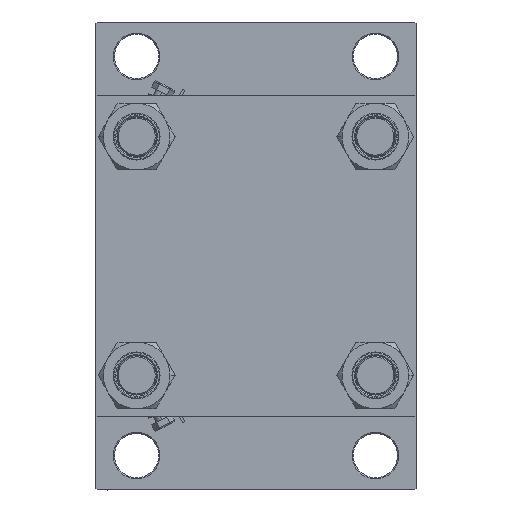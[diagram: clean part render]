
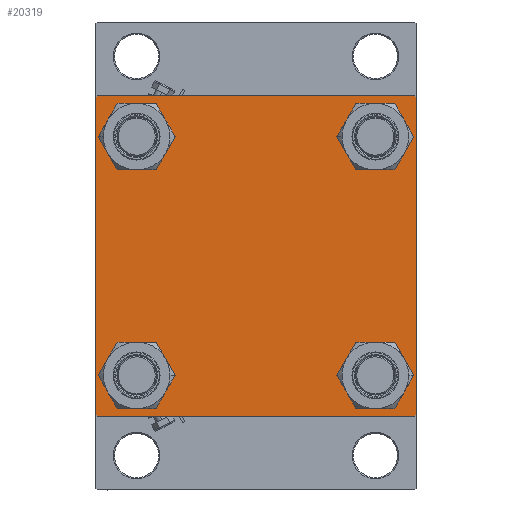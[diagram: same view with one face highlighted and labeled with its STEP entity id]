
A CAD part, left-side view. The second image highlights one B-rep face of the part: STEP entity #20319.
In plain terms, the highlighted planar face has unit normal (-1, 0, 0).
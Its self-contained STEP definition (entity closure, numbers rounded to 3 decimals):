
#142 = ORIENTED_EDGE ( 'NONE', *, *, #31184, .F. ) ;
#301 = CARTESIAN_POINT ( 'NONE',  ( 0., -48.45, -48.45 ) ) ;
#441 = CARTESIAN_POINT ( 'NONE',  ( 0., -65., 65. ) ) ;
#497 = VERTEX_POINT ( 'NONE', #42364 ) ;
#1182 = CARTESIAN_POINT ( 'NONE',  ( 0., 64.5, -65. ) ) ;
#1934 = PLANE ( 'NONE',  #40129 ) ;
#1975 = VERTEX_POINT ( 'NONE', #35705 ) ;
#2435 = DIRECTION ( 'NONE',  ( 1., 0., 0. ) ) ;
#3212 = CIRCLE ( 'NONE', #25281, 8.5 ) ;
#3483 = CIRCLE ( 'NONE', #31081, 8.5 ) ;
#3897 = DIRECTION ( 'NONE',  ( 1., 0., 0. ) ) ;
#4314 = DIRECTION ( 'NONE',  ( 0., 0., 1. ) ) ;
#4885 = EDGE_LOOP ( 'NONE', ( #40992, #17202 ) ) ;
#5569 = LINE ( 'NONE', #24085, #8188 ) ;
#5665 = DIRECTION ( 'NONE',  ( 1., 0., 0. ) ) ;
#5923 = ORIENTED_EDGE ( 'NONE', *, *, #9832, .T. ) ;
#7418 = CARTESIAN_POINT ( 'NONE',  ( 0., 48.45, 48.45 ) ) ;
#7499 = VECTOR ( 'NONE', #34608, 1000. ) ;
#7708 = VECTOR ( 'NONE', #39239, 1000. ) ;
#8188 = VECTOR ( 'NONE', #13217, 1000. ) ;
#8663 = EDGE_CURVE ( 'NONE', #43626, #497, #5569, .T. ) ;
#8750 = LINE ( 'NONE', #12940, #17967 ) ;
#8809 = CARTESIAN_POINT ( 'NONE',  ( 0., 64.5, 65. ) ) ;
#9113 = LINE ( 'NONE', #32323, #7708 ) ;
#9240 = VERTEX_POINT ( 'NONE', #19543 ) ;
#9286 = CARTESIAN_POINT ( 'NONE',  ( 0., -48.45, -48.45 ) ) ;
#9629 = ORIENTED_EDGE ( 'NONE', *, *, #39781, .T. ) ;
#9832 = EDGE_CURVE ( 'NONE', #28392, #43626, #42638, .T. ) ;
#10075 = DIRECTION ( 'NONE',  ( 0., 0., 1. ) ) ;
#10885 = DIRECTION ( 'NONE',  ( 0., 0., 1. ) ) ;
#10927 = ORIENTED_EDGE ( 'NONE', *, *, #33125, .T. ) ;
#11032 = VERTEX_POINT ( 'NONE', #27509 ) ;
#11131 = DIRECTION ( 'NONE',  ( 1., 0., 0. ) ) ;
#11666 = FACE_BOUND ( 'NONE', #47141, .T. ) ;
#11680 = EDGE_CURVE ( 'NONE', #21651, #24811, #16961, .T. ) ;
#11822 = CARTESIAN_POINT ( 'NONE',  ( 0., 48.45, 39.95 ) ) ;
#12093 = CARTESIAN_POINT ( 'NONE',  ( 0., -48.45, 39.95 ) ) ;
#12206 = CARTESIAN_POINT ( 'NONE',  ( 0., -48.45, 48.45 ) ) ;
#12220 = DIRECTION ( 'NONE',  ( 0., -0.707, -0.707 ) ) ;
#12940 = CARTESIAN_POINT ( 'NONE',  ( 0., 64.75, -64.75 ) ) ;
#13217 = DIRECTION ( 'NONE',  ( 0., 0., -1. ) ) ;
#14780 = CIRCLE ( 'NONE', #48676, 8.5 ) ;
#15052 = VECTOR ( 'NONE', #22243, 1000. ) ;
#15278 = ORIENTED_EDGE ( 'NONE', *, *, #27871, .T. ) ;
#15489 = DIRECTION ( 'NONE',  ( 0., 0., -1. ) ) ;
#15594 = DIRECTION ( 'NONE',  ( 1., 0., 0. ) ) ;
#16108 = VECTOR ( 'NONE', #17111, 1000. ) ;
#16961 = CIRCLE ( 'NONE', #23287, 8.5 ) ;
#17111 = DIRECTION ( 'NONE',  ( 0., -0.707, 0.707 ) ) ;
#17181 = CIRCLE ( 'NONE', #43983, 8.5 ) ;
#17202 = ORIENTED_EDGE ( 'NONE', *, *, #26697, .T. ) ;
#17741 = VECTOR ( 'NONE', #35443, 1000. ) ;
#17967 = VECTOR ( 'NONE', #12220, 1000. ) ;
#18468 = CARTESIAN_POINT ( 'NONE',  ( 0., 48.45, -48.45 ) ) ;
#18895 = DIRECTION ( 'NONE',  ( 1., 0., 0. ) ) ;
#19239 = VERTEX_POINT ( 'NONE', #39764 ) ;
#19543 = CARTESIAN_POINT ( 'NONE',  ( 0., -48.45, 56.95 ) ) ;
#19812 = CARTESIAN_POINT ( 'NONE',  ( 0., 65., -65. ) ) ;
#19822 = EDGE_CURVE ( 'NONE', #28316, #44258, #14780, .T. ) ;
#19986 = FACE_BOUND ( 'NONE', #43636, .T. ) ;
#20319 = ADVANCED_FACE ( 'NONE', ( #43190, #41804, #11666, #19986, #31817 ), #1934, .T. ) ;
#20753 = ORIENTED_EDGE ( 'NONE', *, *, #45463, .F. ) ;
#21367 = CARTESIAN_POINT ( 'NONE',  ( 0., 48.45, -48.45 ) ) ;
#21626 = CARTESIAN_POINT ( 'NONE',  ( 0., -64.5, 65. ) ) ;
#21651 = VERTEX_POINT ( 'NONE', #11822 ) ;
#21978 = ORIENTED_EDGE ( 'NONE', *, *, #34535, .T. ) ;
#22243 = DIRECTION ( 'NONE',  ( 0., 0.707, 0.707 ) ) ;
#22671 = CARTESIAN_POINT ( 'NONE',  ( 0., 48.45, -39.95 ) ) ;
#23037 = AXIS2_PLACEMENT_3D ( 'NONE', #9286, #42878, #35205 ) ;
#23287 = AXIS2_PLACEMENT_3D ( 'NONE', #39240, #5665, #25159 ) ;
#24085 = CARTESIAN_POINT ( 'NONE',  ( 0., 65., 65. ) ) ;
#24811 = VERTEX_POINT ( 'NONE', #39987 ) ;
#25031 = VERTEX_POINT ( 'NONE', #27825 ) ;
#25159 = DIRECTION ( 'NONE',  ( 0., 0., 1. ) ) ;
#25281 = AXIS2_PLACEMENT_3D ( 'NONE', #301, #15594, #46213 ) ;
#25634 = CARTESIAN_POINT ( 'NONE',  ( 0., -48.45, 48.45 ) ) ;
#26374 = EDGE_LOOP ( 'NONE', ( #42664, #21978 ) ) ;
#26449 = EDGE_CURVE ( 'NONE', #44258, #28316, #29222, .T. ) ;
#26450 = VERTEX_POINT ( 'NONE', #43103 ) ;
#26697 = EDGE_CURVE ( 'NONE', #1975, #25031, #3212, .T. ) ;
#27004 = VECTOR ( 'NONE', #15489, 1000. ) ;
#27024 = CARTESIAN_POINT ( 'NONE',  ( 0., 65., 64.5 ) ) ;
#27258 = LINE ( 'NONE', #29995, #16108 ) ;
#27509 = CARTESIAN_POINT ( 'NONE',  ( 0., -64.5, -65. ) ) ;
#27825 = CARTESIAN_POINT ( 'NONE',  ( 0., -48.45, -39.95 ) ) ;
#27871 = EDGE_CURVE ( 'NONE', #19239, #33009, #36792, .T. ) ;
#28316 = VERTEX_POINT ( 'NONE', #30561 ) ;
#28392 = VERTEX_POINT ( 'NONE', #8809 ) ;
#29222 = CIRCLE ( 'NONE', #41083, 8.5 ) ;
#29458 = EDGE_CURVE ( 'NONE', #9240, #42783, #45878, .T. ) ;
#29814 = DIRECTION ( 'NONE',  ( 0., 0., 1. ) ) ;
#29995 = CARTESIAN_POINT ( 'NONE',  ( 0., -64.75, -64.75 ) ) ;
#30187 = EDGE_CURVE ( 'NONE', #25031, #1975, #45912, .T. ) ;
#30435 = LINE ( 'NONE', #19812, #7499 ) ;
#30561 = CARTESIAN_POINT ( 'NONE',  ( 0., 48.45, -56.95 ) ) ;
#31081 = AXIS2_PLACEMENT_3D ( 'NONE', #25634, #2435, #10075 ) ;
#31128 = EDGE_LOOP ( 'NONE', ( #43224, #32828, #9629, #10927, #142, #15278, #20753, #5923 ) ) ;
#31184 = EDGE_CURVE ( 'NONE', #19239, #26450, #44901, .T. ) ;
#31510 = CARTESIAN_POINT ( 'NONE',  ( 0., 64.75, 64.75 ) ) ;
#31817 = FACE_OUTER_BOUND ( 'NONE', #31128, .T. ) ;
#31821 = ORIENTED_EDGE ( 'NONE', *, *, #46134, .T. ) ;
#32323 = CARTESIAN_POINT ( 'NONE',  ( 0., 65., 65. ) ) ;
#32695 = DIRECTION ( 'NONE',  ( 0., 0., 1. ) ) ;
#32828 = ORIENTED_EDGE ( 'NONE', *, *, #46182, .T. ) ;
#33009 = VERTEX_POINT ( 'NONE', #21626 ) ;
#33125 = EDGE_CURVE ( 'NONE', #11032, #26450, #27258, .T. ) ;
#33522 = ORIENTED_EDGE ( 'NONE', *, *, #11680, .T. ) ;
#34535 = EDGE_CURVE ( 'NONE', #42783, #9240, #3483, .T. ) ;
#34581 = ORIENTED_EDGE ( 'NONE', *, *, #26449, .T. ) ;
#34608 = DIRECTION ( 'NONE',  ( 0., -1., 0. ) ) ;
#35205 = DIRECTION ( 'NONE',  ( 0., 0., 1. ) ) ;
#35443 = DIRECTION ( 'NONE',  ( 0., 0.707, -0.707 ) ) ;
#35705 = CARTESIAN_POINT ( 'NONE',  ( 0., -48.45, -56.95 ) ) ;
#35744 = CARTESIAN_POINT ( 'NONE',  ( 0., 0., 0. ) ) ;
#36792 = LINE ( 'NONE', #48394, #15052 ) ;
#39239 = DIRECTION ( 'NONE',  ( 0., -1., 0. ) ) ;
#39240 = CARTESIAN_POINT ( 'NONE',  ( 0., 48.45, 48.45 ) ) ;
#39476 = DIRECTION ( 'NONE',  ( 0., 0., 1. ) ) ;
#39629 = DIRECTION ( 'NONE',  ( 1., 0., 0. ) ) ;
#39764 = CARTESIAN_POINT ( 'NONE',  ( 0., -65., 64.5 ) ) ;
#39781 = EDGE_CURVE ( 'NONE', #48734, #11032, #30435, .T. ) ;
#39987 = CARTESIAN_POINT ( 'NONE',  ( 0., 48.45, 56.95 ) ) ;
#40129 = AXIS2_PLACEMENT_3D ( 'NONE', #35744, #47122, #39476 ) ;
#40992 = ORIENTED_EDGE ( 'NONE', *, *, #30187, .T. ) ;
#41083 = AXIS2_PLACEMENT_3D ( 'NONE', #21367, #39629, #32695 ) ;
#41804 = FACE_BOUND ( 'NONE', #4885, .T. ) ;
#42364 = CARTESIAN_POINT ( 'NONE',  ( 0., 65., -64.5 ) ) ;
#42638 = LINE ( 'NONE', #31510, #17741 ) ;
#42664 = ORIENTED_EDGE ( 'NONE', *, *, #29458, .T. ) ;
#42689 = AXIS2_PLACEMENT_3D ( 'NONE', #12206, #18895, #4314 ) ;
#42783 = VERTEX_POINT ( 'NONE', #12093 ) ;
#42878 = DIRECTION ( 'NONE',  ( 1., 0., 0. ) ) ;
#43103 = CARTESIAN_POINT ( 'NONE',  ( 0., -65., -64.5 ) ) ;
#43190 = FACE_BOUND ( 'NONE', #26374, .T. ) ;
#43224 = ORIENTED_EDGE ( 'NONE', *, *, #8663, .T. ) ;
#43626 = VERTEX_POINT ( 'NONE', #27024 ) ;
#43636 = EDGE_LOOP ( 'NONE', ( #31821, #33522 ) ) ;
#43983 = AXIS2_PLACEMENT_3D ( 'NONE', #7418, #11131, #10885 ) ;
#44258 = VERTEX_POINT ( 'NONE', #22671 ) ;
#44901 = LINE ( 'NONE', #441, #27004 ) ;
#45407 = ORIENTED_EDGE ( 'NONE', *, *, #19822, .T. ) ;
#45463 = EDGE_CURVE ( 'NONE', #28392, #33009, #9113, .T. ) ;
#45878 = CIRCLE ( 'NONE', #42689, 8.5 ) ;
#45912 = CIRCLE ( 'NONE', #23037, 8.5 ) ;
#46134 = EDGE_CURVE ( 'NONE', #24811, #21651, #17181, .T. ) ;
#46182 = EDGE_CURVE ( 'NONE', #497, #48734, #8750, .T. ) ;
#46213 = DIRECTION ( 'NONE',  ( 0., 0., 1. ) ) ;
#47122 = DIRECTION ( 'NONE',  ( -1., 0., 0. ) ) ;
#47141 = EDGE_LOOP ( 'NONE', ( #34581, #45407 ) ) ;
#48394 = CARTESIAN_POINT ( 'NONE',  ( 0., -64.75, 64.75 ) ) ;
#48676 = AXIS2_PLACEMENT_3D ( 'NONE', #18468, #3897, #29814 ) ;
#48734 = VERTEX_POINT ( 'NONE', #1182 ) ;
